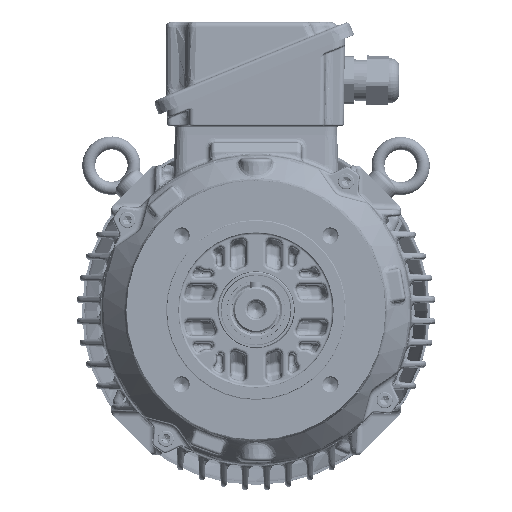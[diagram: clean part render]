
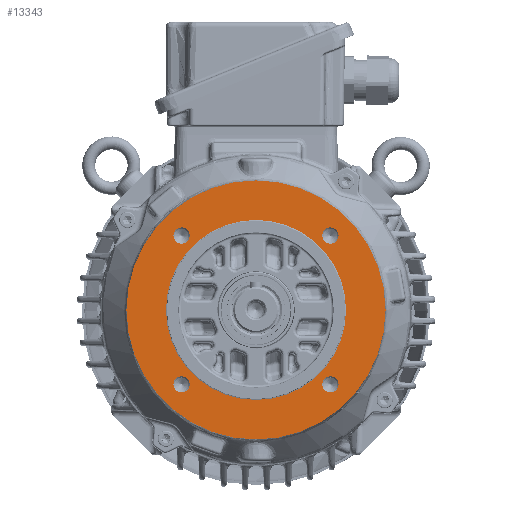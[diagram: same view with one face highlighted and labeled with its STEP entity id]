
A CAD part, top view. The second image highlights one B-rep face of the part: STEP entity #13343.
In plain terms, the highlighted planar face has unit normal (0, 0, 1).
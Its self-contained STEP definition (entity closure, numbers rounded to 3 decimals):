
#1043=FACE_BOUND('',#24243,.T.);
#1044=FACE_BOUND('',#24244,.T.);
#1045=FACE_BOUND('',#24245,.T.);
#1046=FACE_BOUND('',#24246,.T.);
#1047=FACE_BOUND('',#24247,.T.);
#1048=FACE_BOUND('',#24248,.T.);
#1681=PLANE('',#84975);
#13343=ADVANCED_FACE('',(#1043,#1044,#1045,#1046,#1047,#1048),#1681,.F.);
#24243=EDGE_LOOP('',(#33815));
#24244=EDGE_LOOP('',(#33816));
#24245=EDGE_LOOP('',(#33817));
#24246=EDGE_LOOP('',(#33818));
#24247=EDGE_LOOP('',(#33819));
#24248=EDGE_LOOP('',(#33820));
#33815=ORIENTED_EDGE('',*,*,#65989,.T.);
#33816=ORIENTED_EDGE('',*,*,#65990,.T.);
#33817=ORIENTED_EDGE('',*,*,#65991,.T.);
#33818=ORIENTED_EDGE('',*,*,#65992,.T.);
#33819=ORIENTED_EDGE('',*,*,#65993,.T.);
#33820=ORIENTED_EDGE('',*,*,#65994,.F.);
#56835=VERTEX_POINT('',#117990);
#56836=VERTEX_POINT('',#117992);
#56837=VERTEX_POINT('',#117994);
#56838=VERTEX_POINT('',#117996);
#56839=VERTEX_POINT('',#117998);
#56840=VERTEX_POINT('',#118000);
#65989=EDGE_CURVE('',#56835,#56835,#79722,.T.);
#65990=EDGE_CURVE('',#56836,#56836,#79723,.T.);
#65991=EDGE_CURVE('',#56837,#56837,#79724,.T.);
#65992=EDGE_CURVE('',#56838,#56838,#79725,.T.);
#65993=EDGE_CURVE('',#56839,#56839,#79726,.T.);
#65994=EDGE_CURVE('',#56840,#56840,#79727,.T.);
#79722=CIRCLE('',#84969,5.);
#79723=CIRCLE('',#84970,5.);
#79724=CIRCLE('',#84971,5.);
#79725=CIRCLE('',#84972,5.);
#79726=CIRCLE('',#84973,55.6);
#79727=CIRCLE('',#84974,80.);
#84969=AXIS2_PLACEMENT_3D('',#117989,#94081,#94082);
#84970=AXIS2_PLACEMENT_3D('',#117991,#94083,#94084);
#84971=AXIS2_PLACEMENT_3D('',#117993,#94085,#94086);
#84972=AXIS2_PLACEMENT_3D('',#117995,#94087,#94088);
#84973=AXIS2_PLACEMENT_3D('',#117997,#94089,#94090);
#84974=AXIS2_PLACEMENT_3D('',#117999,#94091,#94092);
#84975=AXIS2_PLACEMENT_3D('',#118001,#94093,#94094);
#94081=DIRECTION('',(0.,0.,-1.));
#94082=DIRECTION('',(-1.,0.,0.));
#94083=DIRECTION('',(0.,0.,-1.));
#94084=DIRECTION('',(-1.,0.,0.));
#94085=DIRECTION('',(0.,0.,-1.));
#94086=DIRECTION('',(-1.,0.,0.));
#94087=DIRECTION('',(0.,0.,-1.));
#94088=DIRECTION('',(-1.,0.,0.));
#94089=DIRECTION('',(0.,0.,-1.));
#94090=DIRECTION('',(-1.,0.,0.));
#94091=DIRECTION('',(0.,0.,-1.));
#94092=DIRECTION('',(-1.,0.,0.));
#94093=DIRECTION('',(0.,0.,-1.));
#94094=DIRECTION('',(-1.,0.,0.));
#117989=CARTESIAN_POINT('',(45.962,-45.962,0.));
#117990=CARTESIAN_POINT('',(40.962,-45.962,0.));
#117991=CARTESIAN_POINT('',(-45.962,-45.962,0.));
#117992=CARTESIAN_POINT('',(-50.962,-45.962,0.));
#117993=CARTESIAN_POINT('',(-45.962,45.962,0.));
#117994=CARTESIAN_POINT('',(-50.962,45.962,0.));
#117995=CARTESIAN_POINT('',(45.962,45.962,0.));
#117996=CARTESIAN_POINT('',(40.962,45.962,0.));
#117997=CARTESIAN_POINT('',(0.,0.,0.));
#117998=CARTESIAN_POINT('',(-55.6,0.,0.));
#117999=CARTESIAN_POINT('',(0.,0.,0.));
#118000=CARTESIAN_POINT('',(-80.,0.,0.));
#118001=CARTESIAN_POINT('',(0.,55.,0.));
